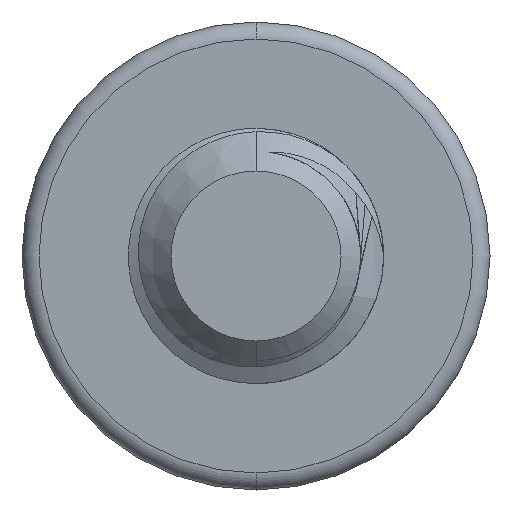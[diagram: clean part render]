
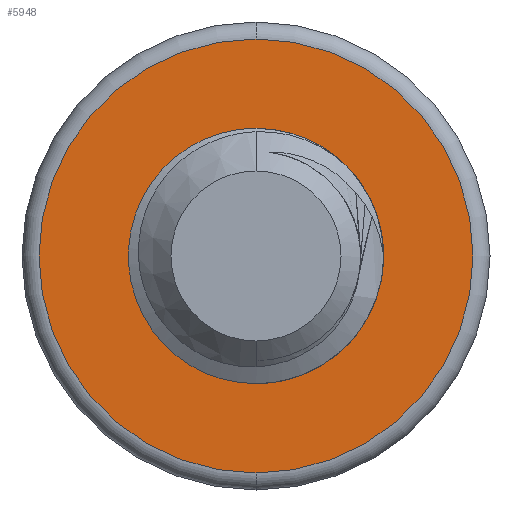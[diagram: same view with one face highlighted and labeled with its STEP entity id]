
A CAD part, front view. The second image highlights one B-rep face of the part: STEP entity #5948.
In plain terms, the highlighted planar face has unit normal (0, -1, 0).
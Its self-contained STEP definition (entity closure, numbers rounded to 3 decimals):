
#300 = CARTESIAN_POINT ( 'NONE',  ( 1.399, 25., -0.433 ) ) ;
#373 = CARTESIAN_POINT ( 'NONE',  ( 0., 25., 2.55 ) ) ;
#518 = B_SPLINE_CURVE_WITH_KNOTS ( 'NONE', 3,
 ( #6246, #715, #5245, #6191, #3739, #9372, #2119, #6912, #1394, #2232 ),
 .UNSPECIFIED., .F., .F.,
 ( 4, 2, 2, 2, 4 ),
 ( 0., 0., 0.001, 0.001, 0.002 ),
 .UNSPECIFIED. ) ;
#565 = CARTESIAN_POINT ( 'NONE',  ( 0.629, 25., -1.214 ) ) ;
#644 = DIRECTION ( 'NONE',  ( 0., 0., 1. ) ) ;
#715 = CARTESIAN_POINT ( 'NONE',  ( -0.613, 25., -1.078 ) ) ;
#720 = CARTESIAN_POINT ( 'NONE',  ( 0., 25., 0. ) ) ;
#752 = FACE_OUTER_BOUND ( 'NONE', #3154, .T. ) ;
#1352 = CIRCLE ( 'NONE', #4015, 2.55 ) ;
#1394 = CARTESIAN_POINT ( 'NONE',  ( -1.197, 25., 0.326 ) ) ;
#1448 = CARTESIAN_POINT ( 'NONE',  ( -0.461, 25., -1.14 ) ) ;
#1516 = B_SPLINE_CURVE_WITH_KNOTS ( 'NONE', 3,
 ( #3236, #2452, #5619, #8812, #4058, #1661, #4843, #8010, #3285, #7227 ),
 .UNSPECIFIED., .F., .F.,
 ( 4, 2, 2, 2, 4 ),
 ( 0., 0.001, 0.001, 0.002, 0.003 ),
 .UNSPECIFIED. ) ;
#1661 = CARTESIAN_POINT ( 'NONE',  ( 0.026, 25., 1.412 ) ) ;
#1795 = ORIENTED_EDGE ( 'NONE', *, *, #6918, .T. ) ;
#1941 = CARTESIAN_POINT ( 'NONE',  ( 0., 25., 0. ) ) ;
#2061 = ORIENTED_EDGE ( 'NONE', *, *, #5880, .T. ) ;
#2119 = CARTESIAN_POINT ( 'NONE',  ( -1.23, 25., -0.16 ) ) ;
#2219 = VERTEX_POINT ( 'NONE', #10333 ) ;
#2232 = CARTESIAN_POINT ( 'NONE',  ( -1.133, 25., 0.477 ) ) ;
#2452 = CARTESIAN_POINT ( 'NONE',  ( -1.07, 25., 0.695 ) ) ;
#2482 = ORIENTED_EDGE ( 'NONE', *, *, #8447, .T. ) ;
#2955 = VERTEX_POINT ( 'NONE', #5038 ) ;
#3018 = CARTESIAN_POINT ( 'NONE',  ( 1.175, 25., -0.82 ) ) ;
#3154 = EDGE_LOOP ( 'NONE', ( #1795, #6717 ) ) ;
#3236 = CARTESIAN_POINT ( 'NONE',  ( -1.133, 25., 0.477 ) ) ;
#3285 = CARTESIAN_POINT ( 'NONE',  ( 0.897, 25., 1.197 ) ) ;
#3480 = CARTESIAN_POINT ( 'NONE',  ( 1.35, 25., -0.536 ) ) ;
#3513 = CIRCLE ( 'NONE', #6006, 1.5 ) ;
#3739 = CARTESIAN_POINT ( 'NONE',  ( -1.073, 25., -0.621 ) ) ;
#3774 = FACE_BOUND ( 'NONE', #9637, .T. ) ;
#3849 = CARTESIAN_POINT ( 'NONE',  ( 1.5, 25., 0. ) ) ;
#3850 = AXIS2_PLACEMENT_3D ( 'NONE', #7824, #7774, #644 ) ;
#4014 = ORIENTED_EDGE ( 'NONE', *, *, #8762, .T. ) ;
#4015 = AXIS2_PLACEMENT_3D ( 'NONE', #720, #8901, #7847 ) ;
#4058 = CARTESIAN_POINT ( 'NONE',  ( -0.409, 25., 1.304 ) ) ;
#4120 = CARTESIAN_POINT ( 'NONE',  ( 1.468, 25., -0.222 ) ) ;
#4573 = CARTESIAN_POINT ( 'NONE',  ( -0.262, 25., -1.247 ) ) ;
#4679 = CARTESIAN_POINT ( 'NONE',  ( 0.409, 25., -1.283 ) ) ;
#4769 = DIRECTION ( 'NONE',  ( 0., 0., 1. ) ) ;
#4843 = CARTESIAN_POINT ( 'NONE',  ( 0.257, 25., 1.413 ) ) ;
#4852 = CIRCLE ( 'NONE', #5676, 2.55 ) ;
#4913 = CARTESIAN_POINT ( 'NONE',  ( 1.5, 25., 0. ) ) ;
#5020 = CARTESIAN_POINT ( 'NONE',  ( -0.461, 25., -1.14 ) ) ;
#5038 = CARTESIAN_POINT ( 'NONE',  ( -1.133, 25., 0.477 ) ) ;
#5227 = DIRECTION ( 'NONE',  ( 0., 0., 1. ) ) ;
#5245 = CARTESIAN_POINT ( 'NONE',  ( -0.751, 25., -0.986 ) ) ;
#5504 = VERTEX_POINT ( 'NONE', #3849 ) ;
#5619 = CARTESIAN_POINT ( 'NONE',  ( -0.947, 25., 0.891 ) ) ;
#5676 = AXIS2_PLACEMENT_3D ( 'NONE', #1941, #9884, #5227 ) ;
#5722 = EDGE_CURVE ( 'NONE', #9143, #9576, #4852, .T. ) ;
#5880 = EDGE_CURVE ( 'NONE', #2219, #5504, #3513, .T. ) ;
#5948 = ADVANCED_FACE ( 'NONE', ( #752, #3774 ), #6949, .F. ) ;
#6006 = AXIS2_PLACEMENT_3D ( 'NONE', #7723, #9462, #4769 ) ;
#6191 = CARTESIAN_POINT ( 'NONE',  ( -0.981, 25., -0.759 ) ) ;
#6196 = CARTESIAN_POINT ( 'NONE',  ( 1.012, 25., -0.982 ) ) ;
#6246 = CARTESIAN_POINT ( 'NONE',  ( -0.461, 25., -1.14 ) ) ;
#6592 = EDGE_CURVE ( 'NONE', #5504, #9497, #7330, .T. ) ;
#6717 = ORIENTED_EDGE ( 'NONE', *, *, #5722, .T. ) ;
#6790 = ORIENTED_EDGE ( 'NONE', *, *, #6592, .T. ) ;
#6912 = CARTESIAN_POINT ( 'NONE',  ( -1.229, 25., 0.166 ) ) ;
#6918 = EDGE_CURVE ( 'NONE', #9576, #9143, #1352, .T. ) ;
#6949 = PLANE ( 'NONE',  #3850 ) ;
#7227 = CARTESIAN_POINT ( 'NONE',  ( 1.07, 25., 1.051 ) ) ;
#7330 = B_SPLINE_CURVE_WITH_KNOTS ( 'NONE', 3,
 ( #4913, #8071, #4120, #300, #3480, #3018, #6196, #565, #4679, #7743, #4573, #1448 ),
 .UNSPECIFIED., .F., .F.,
 ( 4, 2, 2, 2, 2, 4 ),
 ( 0., 0., 0.001, 0.001, 0.002, 0.003 ),
 .UNSPECIFIED. ) ;
#7723 = CARTESIAN_POINT ( 'NONE',  ( 0., 25., 0. ) ) ;
#7743 = CARTESIAN_POINT ( 'NONE',  ( -0.038, 25., -1.298 ) ) ;
#7774 = DIRECTION ( 'NONE',  ( 0., 1., 0. ) ) ;
#7824 = CARTESIAN_POINT ( 'NONE',  ( 0., 25., 0. ) ) ;
#7847 = DIRECTION ( 'NONE',  ( 0., 0., 1. ) ) ;
#8010 = CARTESIAN_POINT ( 'NONE',  ( 0.694, 25., 1.305 ) ) ;
#8071 = CARTESIAN_POINT ( 'NONE',  ( 1.491, 25., -0.112 ) ) ;
#8447 = EDGE_CURVE ( 'NONE', #2955, #2219, #1516, .T. ) ;
#8629 = CARTESIAN_POINT ( 'NONE',  ( 0., 25., -2.55 ) ) ;
#8762 = EDGE_CURVE ( 'NONE', #9497, #2955, #518, .T. ) ;
#8812 = CARTESIAN_POINT ( 'NONE',  ( -0.617, 25., 1.196 ) ) ;
#8901 = DIRECTION ( 'NONE',  ( 0., -1., 0. ) ) ;
#9143 = VERTEX_POINT ( 'NONE', #8629 ) ;
#9372 = CARTESIAN_POINT ( 'NONE',  ( -1.198, 25., -0.322 ) ) ;
#9462 = DIRECTION ( 'NONE',  ( 0., 1., 0. ) ) ;
#9497 = VERTEX_POINT ( 'NONE', #5020 ) ;
#9576 = VERTEX_POINT ( 'NONE', #373 ) ;
#9637 = EDGE_LOOP ( 'NONE', ( #2061, #6790, #4014, #2482 ) ) ;
#9884 = DIRECTION ( 'NONE',  ( 0., -1., 0. ) ) ;
#10333 = CARTESIAN_POINT ( 'NONE',  ( 1.07, 25., 1.051 ) ) ;
